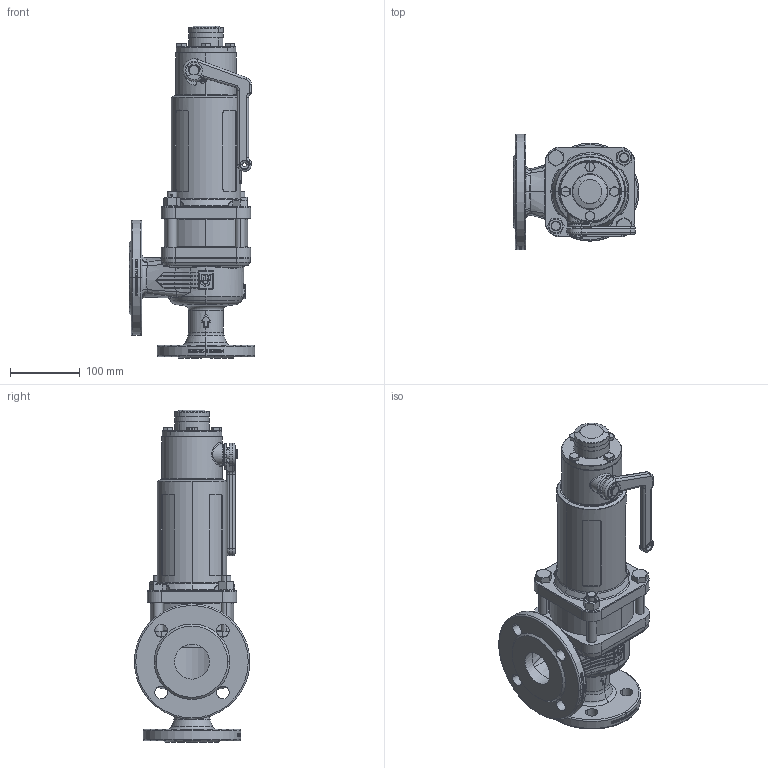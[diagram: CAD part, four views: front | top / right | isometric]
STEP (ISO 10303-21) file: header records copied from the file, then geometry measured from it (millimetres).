
FILE_DESCRIPTION(('HOOPS Exchange Step'),'2;1');
FILE_NAME('SF0412_DN32_DN32-50.stp','2025-06-26T08:41:03+02:00',('nieru'),('Unknown organisation'),'HOOPS Exchange 2024.2','HOOPS Exchange','Unknown authorisation');
FILE_SCHEMA( ('AP203_CONFIGURATION_CONTROLLED_3D_DESIGN_OF_MECHANICAL_PARTS_AND_ASSEMBLIES_MIM_LF') );
Length unit declared in the file: millimetre
Products named in the file (2): 0; root
Assembly tree (1 placements, depth 2):
  root
    0
Bounding box: 180 x 165 x 475.3 mm (x, y, z)
Volume: 1981654.6 mm3; surface area: 533258.5 mm2
Topology: 27 solids, 256 shells, 2415 faces, 6423 edges, 4359 vertices
Faces by surface type: bspline 770, plane 619, cylinder 538, cone 233, torus 141, extrusion 100, sphere 14
Full cylindrical faces by diameter (mm): 48 x1, 50 x1
Entity records: 159650 total; most frequent: CARTESIAN_POINT 107550, ORIENTED_EDGE 11651, DIRECTION 7975, EDGE_CURVE 6364, VERTEX_POINT 4359, AXIS2_PLACEMENT_3D 3098, B_SPLINE_CURVE_WITH_KNOTS 3041, EDGE_LOOP 2645
